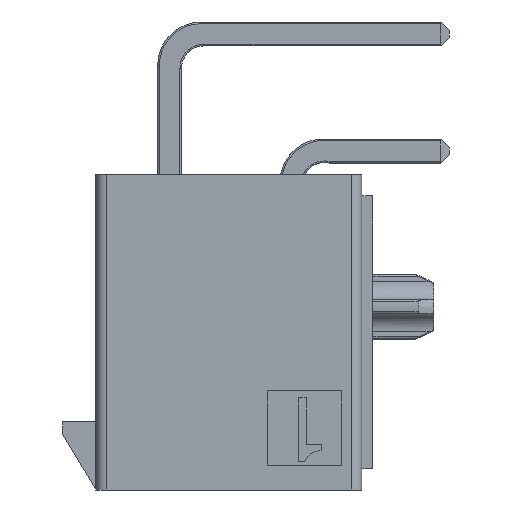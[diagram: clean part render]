
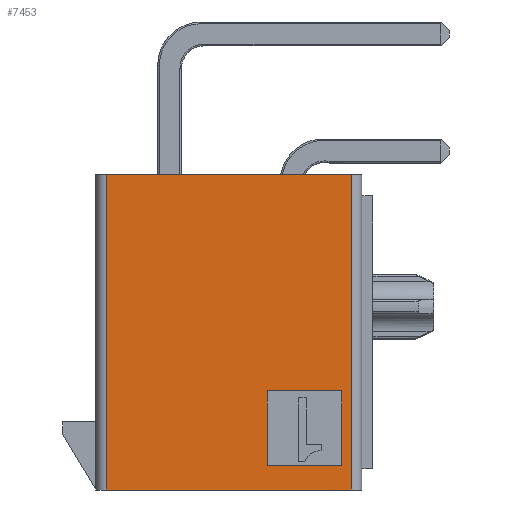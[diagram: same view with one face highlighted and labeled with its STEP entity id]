
A CAD part, left-side view. The second image highlights one B-rep face of the part: STEP entity #7453.
In plain terms, the highlighted planar face has unit normal (-1, 0, 0).
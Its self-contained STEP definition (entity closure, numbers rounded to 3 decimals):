
#48=DIRECTION('',(0.,-1.,0.));
#49=VECTOR('',#48,11.483);
#50=CARTESIAN_POINT('',(-51.196,9.567,12.823));
#51=LINE('',#50,#49);
#207=CARTESIAN_POINT('',(-51.196,9.567,-1.977));
#401=DIRECTION('',(0.,0.,1.));
#402=VECTOR('',#401,14.8);
#403=CARTESIAN_POINT('',(-51.196,9.567,-1.977));
#404=LINE('',#403,#402);
#409=DIRECTION('',(0.,-1.,0.));
#410=VECTOR('',#409,11.483);
#411=CARTESIAN_POINT('',(-51.196,9.567,-1.977));
#412=LINE('',#411,#410);
#413=DIRECTION('',(0.,0.,-1.));
#414=VECTOR('',#413,14.8);
#415=CARTESIAN_POINT('',(-51.196,-1.915,12.823));
#416=LINE('',#415,#414);
#1615=DIRECTION('',(0.,0.,1.));
#1616=VECTOR('',#1615,3.5);
#1617=CARTESIAN_POINT('',(-51.196,-1.474,
-0.827));
#1618=LINE('',#1617,#1616);
#1623=DIRECTION('',(0.,-1.,0.));
#1624=VECTOR('',#1623,3.5);
#1625=CARTESIAN_POINT('',(-51.196,2.026,
-0.827));
#1626=LINE('',#1625,#1624);
#1631=DIRECTION('',(0.,0.,-1.));
#1632=VECTOR('',#1631,3.5);
#1633=CARTESIAN_POINT('',(-51.196,2.026,2.673));
#1634=LINE('',#1633,#1632);
#1639=DIRECTION('',(0.,1.,0.));
#1640=VECTOR('',#1639,3.5);
#1641=CARTESIAN_POINT('',(-51.196,-1.474,
2.673));
#1642=LINE('',#1641,#1640);
#5618=CARTESIAN_POINT('',(-51.196,2.026,2.673));
#5620=VERTEX_POINT('',#5618);
#5623=CARTESIAN_POINT('',(-51.196,2.026,
-0.827));
#5624=VERTEX_POINT('',#5623);
#5709=VERTEX_POINT('',#207);
#5710=CARTESIAN_POINT('',(-51.196,-1.915,
-1.977));
#5711=VERTEX_POINT('',#5710);
#6041=CARTESIAN_POINT('',(-51.196,-1.474,
2.673));
#6042=VERTEX_POINT('',#6041);
#6043=CARTESIAN_POINT('',(-51.196,-1.474,
-0.827));
#6044=VERTEX_POINT('',#6043);
#6045=CARTESIAN_POINT('',(-51.196,9.567,12.823));
#6046=CARTESIAN_POINT('',(-51.196,-1.915,12.823));
#6047=VERTEX_POINT('',#6045);
#6048=VERTEX_POINT('',#6046);
#7431=CARTESIAN_POINT('',(-51.196,3.308,15.194));
#7432=DIRECTION('',(1.,0.,0.));
#7433=DIRECTION('',(0.,1.,0.));
#7434=AXIS2_PLACEMENT_3D('',#7431,#7432,#7433);
#7435=PLANE('',#7434);
#7437=ORIENTED_EDGE('',*,*,#7436,.T.);
#7438=ORIENTED_EDGE('',*,*,#7222,.F.);
#7439=ORIENTED_EDGE('',*,*,#7423,.T.);
#7440=ORIENTED_EDGE('',*,*,#7062,.T.);
#7441=EDGE_LOOP('',(#7437,#7438,#7439,#7440));
#7442=FACE_OUTER_BOUND('',#7441,.F.);
#7444=ORIENTED_EDGE('',*,*,#7443,.T.);
#7446=ORIENTED_EDGE('',*,*,#7445,.T.);
#7448=ORIENTED_EDGE('',*,*,#7447,.T.);
#7450=ORIENTED_EDGE('',*,*,#7449,.T.);
#7451=EDGE_LOOP('',(#7444,#7446,#7448,#7450));
#7452=FACE_BOUND('',#7451,.F.);
#7453=ADVANCED_FACE('',(#7442,#7452),#7435,.F.);
#7062=EDGE_CURVE('',#6047,#6048,#51,.T.);
#7222=EDGE_CURVE('',#5709,#5711,#412,.T.);
#7423=EDGE_CURVE('',#5709,#6047,#404,.T.);
#7436=EDGE_CURVE('',#6048,#5711,#416,.T.);
#7443=EDGE_CURVE('',#6044,#6042,#1618,.T.);
#7445=EDGE_CURVE('',#6042,#5620,#1642,.T.);
#7447=EDGE_CURVE('',#5620,#5624,#1634,.T.);
#7449=EDGE_CURVE('',#5624,#6044,#1626,.T.);
